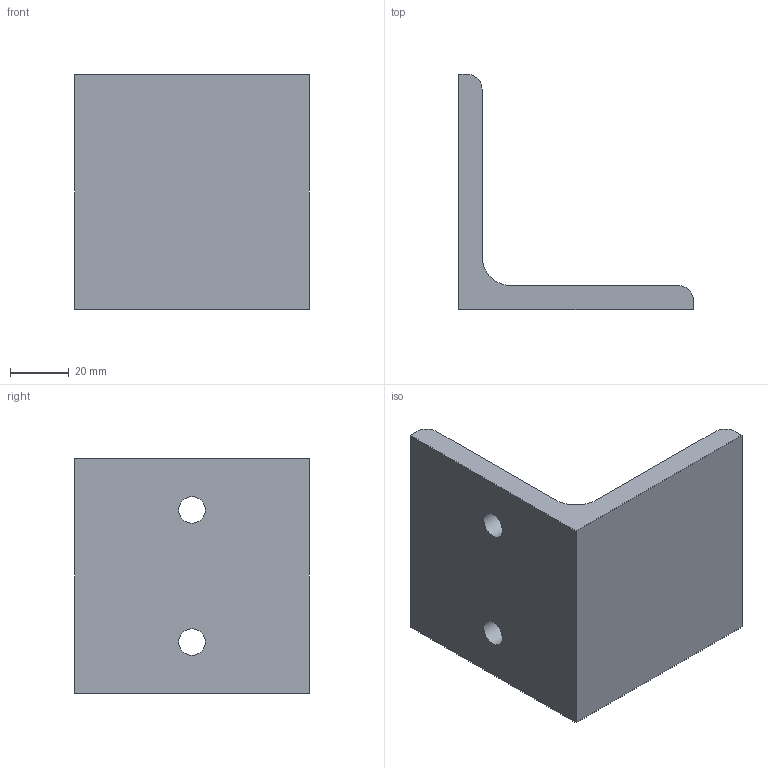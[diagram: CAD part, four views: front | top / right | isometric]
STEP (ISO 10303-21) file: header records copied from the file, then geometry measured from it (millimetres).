
FILE_DESCRIPTION(/* description */ (''),/* implementation_level */ '2;1');
FILE_NAME(/* name */ '13217_KriTec_Anschweißwinkel_10_80x80x8_L_80_Stahl.stp',/* time_stamp */ '2015-03-04T16:22:44+01:00',/* author */ ('kostic'),/* organization */ (''),/* preprocessor_version */ 'ST-DEVELOPER v15.2',/* originating_system */ 'Autodesk Inventor 2014',/* authorisation */ '');
FILE_SCHEMA (('CONFIG_CONTROL_DESIGN'));
Length unit declared in the file: millimetre
Products named in the file (1): 13217_KriTec_Anschweißwinkel_10_80x80x8_L=80_Stahl
Bounding box: 80 x 80 x 80 mm (x, y, z)
Volume: 97120.5 mm3; surface area: 27564.7 mm2
Topology: 1 solids, 1 shells, 13 faces, 35 edges, 24 vertices
Faces by surface type: plane 8, cylinder 5
Full cylindrical faces by diameter (mm): 9 x2
Entity records: 416 total; most frequent: DIRECTION 69, CARTESIAN_POINT 67, ORIENTED_EDGE 62, EDGE_CURVE 31, AXIS2_PLACEMENT_3D 24, VERTEX_POINT 22, LINE 21, VECTOR 21
